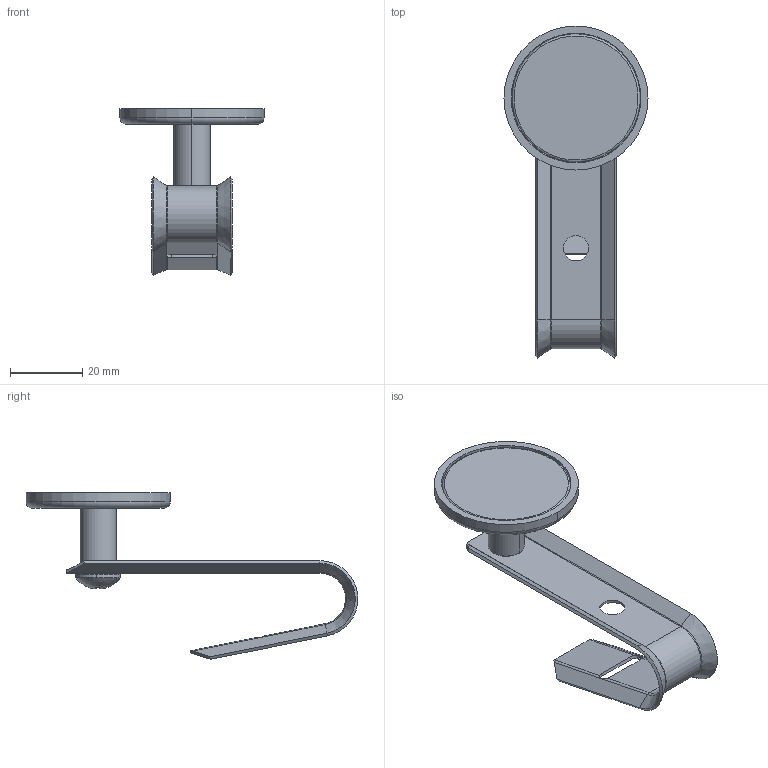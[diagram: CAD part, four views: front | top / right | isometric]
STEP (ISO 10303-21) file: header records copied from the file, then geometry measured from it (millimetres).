
FILE_DESCRIPTION (( 'STEP AP203' ), '1' );
FILE_NAME ('JH12MS.STEP', '2022-11-15T19:28:39', ( '' ), ( '' ), 'SwSTEP 2.0', 'SolidWorks 2021', '' );
FILE_SCHEMA (( 'CONFIG_CONTROL_DESIGN' ));
Length unit declared in the file: millimetre
Products named in the file (6): MAGNET; MAG4TF; JH12; JH12MS; .25-20 X .5  Zinc-Plated Steel Pan Head Phillips Screw_.25-20 X .5 PHPS; MAGNET CUP 40mm
Assembly tree (5 placements, depth 3):
  JH12MS
    JH12
    MAG4TF
      MAGNET CUP 40mm
      MAGNET
    .25-20 X .5  Zinc-Plated Steel Pan Head Phillips Screw_.25-20 X .5 PHPS
Bounding box: 40 x 92.14 x 46.27 mm (x, y, z)
Volume: 9279 mm3; surface area: 13105.6 mm2
Topology: 4 solids, 4 shells, 291 faces, 756 edges, 487 vertices
Faces by surface type: plane 127, bspline 73, cylinder 47, cone 24, torus 18, sphere 2
Entity records: 14154 total; most frequent: CARTESIAN_POINT 6982, ORIENTED_EDGE 1508, DIRECTION 1127, EDGE_CURVE 754, VERTEX_POINT 487, LINE 403, VECTOR 403, AXIS2_PLACEMENT_3D 362
